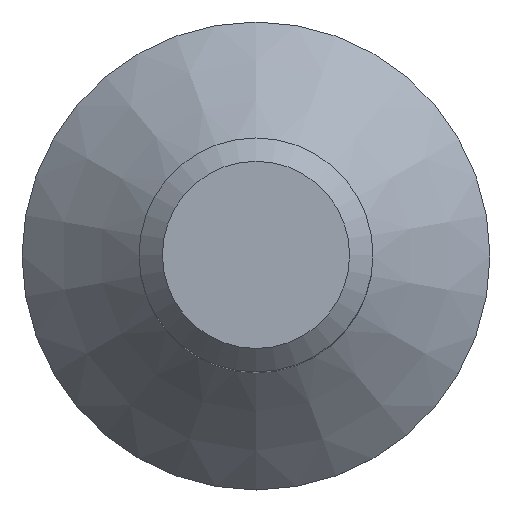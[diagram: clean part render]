
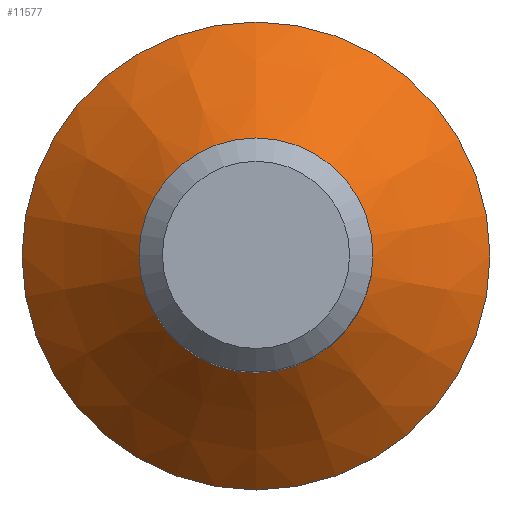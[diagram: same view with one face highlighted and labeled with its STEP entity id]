
A CAD part, top view. The second image highlights one B-rep face of the part: STEP entity #11577.
In plain terms, the highlighted conical face has half-angle 45 degrees and reference radius 6 mm.
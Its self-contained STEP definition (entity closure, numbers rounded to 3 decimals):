
#217 = ORIENTED_EDGE ( 'NONE', *, *, #886, .T. ) ;
#500 = CONICAL_SURFACE ( 'NONE', #4568, 6., 0.785 ) ;
#641 = VERTEX_POINT ( 'NONE', #5148 ) ;
#886 = EDGE_CURVE ( 'NONE', #641, #641, #4009, .T. ) ;
#1421 = VERTEX_POINT ( 'NONE', #10284 ) ;
#2608 = CIRCLE ( 'NONE', #4076, 6. ) ;
#3633 = EDGE_CURVE ( 'NONE', #1421, #1421, #2608, .T. ) ;
#4009 = CIRCLE ( 'NONE', #13157, 3. ) ;
#4076 = AXIS2_PLACEMENT_3D ( 'NONE', #7024, #9540, #4530 ) ;
#4476 = CARTESIAN_POINT ( 'NONE',  ( 0., 0., 0.3 ) ) ;
#4530 = DIRECTION ( 'NONE',  ( 0., 1., 0. ) ) ;
#4568 = AXIS2_PLACEMENT_3D ( 'NONE', #4476, #12081, #13309 ) ;
#5148 = CARTESIAN_POINT ( 'NONE',  ( 0., 3., 3.3 ) ) ;
#7024 = CARTESIAN_POINT ( 'NONE',  ( 0., 0., 0.3 ) ) ;
#9540 = DIRECTION ( 'NONE',  ( 0., 0., -1. ) ) ;
#10284 = CARTESIAN_POINT ( 'NONE',  ( 0., 6., 0.3 ) ) ;
#10512 = FACE_BOUND ( 'NONE', #15854, .T. ) ;
#11577 = ADVANCED_FACE ( 'NONE', ( #13791, #10512 ), #500, .T. ) ;
#11906 = EDGE_LOOP ( 'NONE', ( #16158 ) ) ;
#12081 = DIRECTION ( 'NONE',  ( 0., 0., -1. ) ) ;
#13157 = AXIS2_PLACEMENT_3D ( 'NONE', #15438, #15283, #14144 ) ;
#13309 = DIRECTION ( 'NONE',  ( 0., 1., 0. ) ) ;
#13791 = FACE_OUTER_BOUND ( 'NONE', #11906, .T. ) ;
#14144 = DIRECTION ( 'NONE',  ( 0., 1., 0. ) ) ;
#15283 = DIRECTION ( 'NONE',  ( 0., 0., -1. ) ) ;
#15438 = CARTESIAN_POINT ( 'NONE',  ( 0., 0., 3.3 ) ) ;
#15854 = EDGE_LOOP ( 'NONE', ( #217 ) ) ;
#16158 = ORIENTED_EDGE ( 'NONE', *, *, #3633, .F. ) ;
